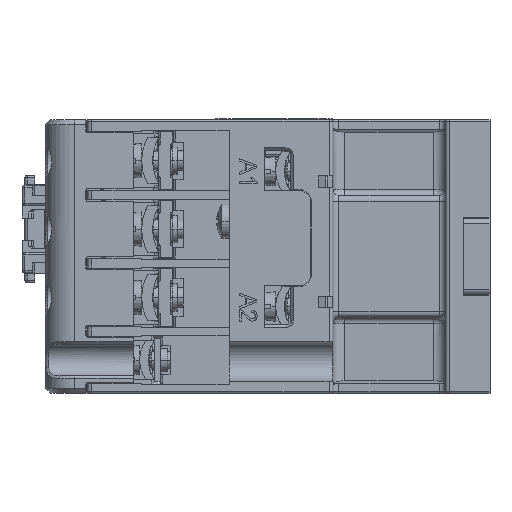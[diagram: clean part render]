
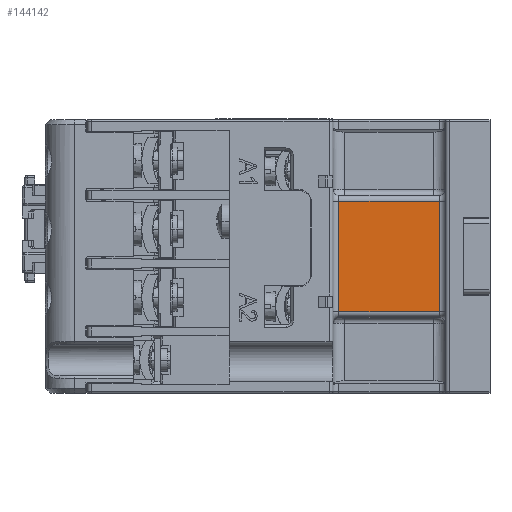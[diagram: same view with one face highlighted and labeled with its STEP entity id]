
A CAD part, left-side view. The second image highlights one B-rep face of the part: STEP entity #144142.
In plain terms, the highlighted planar face has unit normal (-1, 0, 0).
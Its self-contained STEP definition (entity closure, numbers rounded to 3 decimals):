
#49884=DIRECTION('',(0.,0.,-1.));
#49885=VECTOR('',#49884,22.6);
#49886=CARTESIAN_POINT('',(-33.2,-15.25,11.3));
#49887=LINE('',#49886,#49885);
#49888=DIRECTION('',(0.,-1.,0.));
#49889=VECTOR('',#49888,20.6);
#49890=CARTESIAN_POINT('',(-33.2,-15.25,11.3));
#49891=LINE('',#49890,#49889);
#49892=DIRECTION('',(0.,0.,-1.));
#49893=VECTOR('',#49892,22.6);
#49894=CARTESIAN_POINT('',(-33.2,-35.85,11.3));
#49895=LINE('',#49894,#49893);
#49896=DIRECTION('',(0.,1.,0.));
#49897=VECTOR('',#49896,20.6);
#49898=CARTESIAN_POINT('',(-33.2,-35.85,-11.3));
#49899=LINE('',#49898,#49897);
#76317=CARTESIAN_POINT('',(-33.2,-15.25,11.3));
#76318=CARTESIAN_POINT('',(-33.2,-15.25,-11.3));
#76319=VERTEX_POINT('',#76317);
#76320=VERTEX_POINT('',#76318);
#76321=CARTESIAN_POINT('',(-33.2,-35.85,-11.3));
#76322=VERTEX_POINT('',#76321);
#76323=CARTESIAN_POINT('',(-33.2,-35.85,11.3));
#76324=VERTEX_POINT('',#76323);
#144131=CARTESIAN_POINT('',(-33.2,-37.05,12.5));
#144132=DIRECTION('',(1.,0.,0.));
#144133=DIRECTION('',(0.,1.,0.));
#144134=AXIS2_PLACEMENT_3D('',#144131,#144132,#144133);
#144135=PLANE('',#144134);
#144136=ORIENTED_EDGE('',*,*,#143898,.F.);
#144137=ORIENTED_EDGE('',*,*,#144099,.T.);
#144138=ORIENTED_EDGE('',*,*,#144123,.T.);
#144139=ORIENTED_EDGE('',*,*,#143870,.T.);
#144140=EDGE_LOOP('',(#144136,#144137,#144138,#144139));
#144141=FACE_OUTER_BOUND('',#144140,.F.);
#144142=ADVANCED_FACE('',(#144141),#144135,.F.);
#143870=EDGE_CURVE('',#76322,#76320,#49899,.T.);
#143898=EDGE_CURVE('',#76319,#76320,#49887,.T.);
#144099=EDGE_CURVE('',#76319,#76324,#49891,.T.);
#144123=EDGE_CURVE('',#76324,#76322,#49895,.T.);
